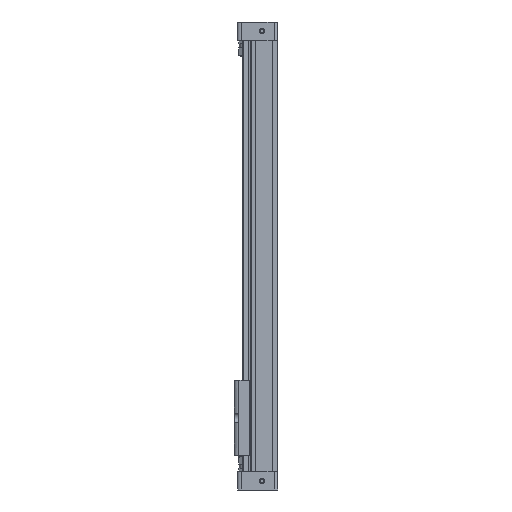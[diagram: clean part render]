
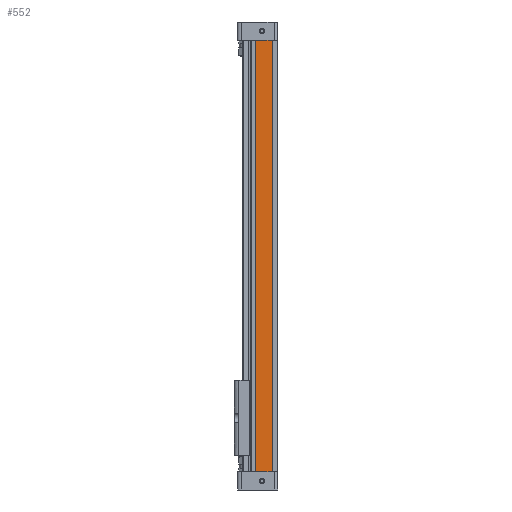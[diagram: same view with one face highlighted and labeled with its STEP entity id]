
A CAD part, left-side view. The second image highlights one B-rep face of the part: STEP entity #552.
In plain terms, the highlighted planar face has unit normal (-1, 0, 0).
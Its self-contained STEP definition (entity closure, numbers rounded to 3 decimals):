
#552 = ADVANCED_FACE( '', ( #1262 ), #1263, .F. );
#1262 = FACE_OUTER_BOUND( '', #2247, .T. );
#1263 = PLANE( '', #2248 );
#2247 = EDGE_LOOP( '', ( #3436, #3437, #3438, #3439 ) );
#2248 = AXIS2_PLACEMENT_3D( '', #3440, #3441, #3442 );
#3436 = ORIENTED_EDGE( '', *, *, #5771, .T. );
#3437 = ORIENTED_EDGE( '', *, *, #5581, .F. );
#3438 = ORIENTED_EDGE( '', *, *, #5772, .F. );
#3439 = ORIENTED_EDGE( '', *, *, #5773, .T. );
#3440 = CARTESIAN_POINT( '', ( -15.1, 19.276, 186.65 ) );
#3441 = DIRECTION( '', ( 1., 0., 0. ) );
#3442 = DIRECTION( '', ( 0., 0., -1. ) );
#5581 = EDGE_CURVE( '', #6554, #6549, #6556, .T. );
#5771 = EDGE_CURVE( '', #6885, #6549, #6886, .T. );
#5772 = EDGE_CURVE( '', #6887, #6554, #6888, .T. );
#5773 = EDGE_CURVE( '', #6887, #6885, #6889, .T. );
#6549 = VERTEX_POINT( '', #7947 );
#6554 = VERTEX_POINT( '', #7953 );
#6556 = LINE( '', #7955, #7956 );
#6885 = VERTEX_POINT( '', #8461 );
#6886 = LINE( '', #8462, #8463 );
#6887 = VERTEX_POINT( '', #8464 );
#6888 = LINE( '', #8465, #8466 );
#6889 = LINE( '', #8467, #8468 );
#7947 = CARTESIAN_POINT( '', ( -15.1, 4.724, -186.65 ) );
#7953 = CARTESIAN_POINT( '', ( -15.1, 4.724, 186.65 ) );
#7955 = CARTESIAN_POINT( '', ( -15.1, 4.724, 186.65 ) );
#7956 = VECTOR( '', #9887, 1000. );
#8461 = CARTESIAN_POINT( '', ( -15.1, 19.276, -186.65 ) );
#8462 = CARTESIAN_POINT( '', ( -15.1, 19.276, -186.65 ) );
#8463 = VECTOR( '', #10114, 1000. );
#8464 = CARTESIAN_POINT( '', ( -15.1, 19.276, 186.65 ) );
#8465 = CARTESIAN_POINT( '', ( -15.1, 19.276, 186.65 ) );
#8466 = VECTOR( '', #10115, 1000. );
#8467 = CARTESIAN_POINT( '', ( -15.1, 19.276, 186.65 ) );
#8468 = VECTOR( '', #10116, 1000. );
#9887 = DIRECTION( '', ( 0., 0., -1. ) );
#10114 = DIRECTION( '', ( 0., -1., 0. ) );
#10115 = DIRECTION( '', ( 0., -1., 0. ) );
#10116 = DIRECTION( '', ( 0., 0., -1. ) );
